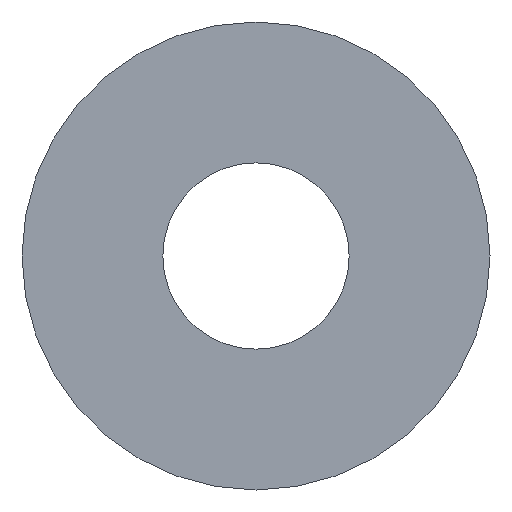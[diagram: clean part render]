
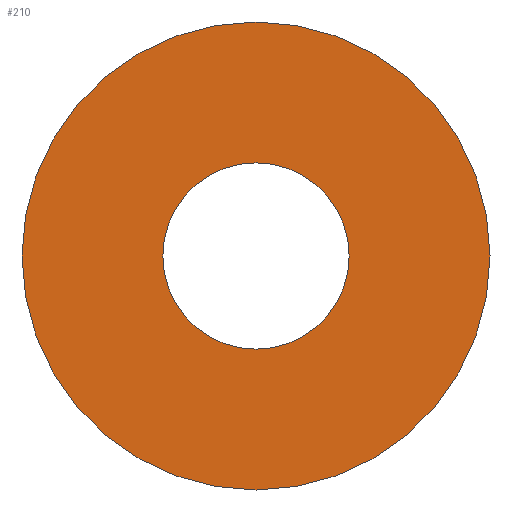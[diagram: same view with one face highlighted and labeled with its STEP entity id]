
A CAD part, front view. The second image highlights one B-rep face of the part: STEP entity #210.
In plain terms, the highlighted planar face has unit normal (0, -1, 0).
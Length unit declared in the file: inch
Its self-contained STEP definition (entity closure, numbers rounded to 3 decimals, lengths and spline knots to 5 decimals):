
#6 = CARTESIAN_POINT ( 'NONE',  ( 0., 0., 0. ) ) ;
#7 = EDGE_CURVE ( 'NONE', #43, #61, #96, .T. ) ;
#10 = AXIS2_PLACEMENT_3D ( 'NONE', #6, #26, #163 ) ;
#22 = ORIENTED_EDGE ( 'NONE', *, *, #143, .T. ) ;
#24 = DIRECTION ( 'NONE',  ( 0., 1., 0. ) ) ;
#26 = DIRECTION ( 'NONE',  ( 0., 1., 0. ) ) ;
#28 = DIRECTION ( 'NONE',  ( 0., 0., 1. ) ) ;
#29 = CARTESIAN_POINT ( 'NONE',  ( 0., 0., 0.125 ) ) ;
#43 = VERTEX_POINT ( 'NONE', #100 ) ;
#55 = CARTESIAN_POINT ( 'NONE',  ( 0., 0., 0. ) ) ;
#61 = VERTEX_POINT ( 'NONE', #29 ) ;
#66 = CARTESIAN_POINT ( 'NONE',  ( 0., 0., 0. ) ) ;
#74 = ORIENTED_EDGE ( 'NONE', *, *, #7, .T. ) ;
#78 = VERTEX_POINT ( 'NONE', #160 ) ;
#80 = PLANE ( 'NONE',  #107 ) ;
#96 = CIRCLE ( 'NONE', #185, 0.125 ) ;
#100 = CARTESIAN_POINT ( 'NONE',  ( 0., 0., -0.125 ) ) ;
#107 = AXIS2_PLACEMENT_3D ( 'NONE', #125, #24, #138 ) ;
#112 = AXIS2_PLACEMENT_3D ( 'NONE', #66, #199, #28 ) ;
#121 = DIRECTION ( 'NONE',  ( 0., 0., 1. ) ) ;
#124 = CIRCLE ( 'NONE', #112, 0.314 ) ;
#125 = CARTESIAN_POINT ( 'NONE',  ( 0., 0., 0. ) ) ;
#129 = EDGE_LOOP ( 'NONE', ( #133, #216 ) ) ;
#133 = ORIENTED_EDGE ( 'NONE', *, *, #176, .F. ) ;
#137 = CIRCLE ( 'NONE', #202, 0.314 ) ;
#138 = DIRECTION ( 'NONE',  ( 0., 0., 1. ) ) ;
#143 = EDGE_CURVE ( 'NONE', #61, #43, #245, .T. ) ;
#160 = CARTESIAN_POINT ( 'NONE',  ( 0., 0., -0.314 ) ) ;
#161 = FACE_BOUND ( 'NONE', #236, .T. ) ;
#163 = DIRECTION ( 'NONE',  ( 0., 0., 1. ) ) ;
#170 = CARTESIAN_POINT ( 'NONE',  ( 0., 0., 0.314 ) ) ;
#173 = DIRECTION ( 'NONE',  ( 0., 1., 0. ) ) ;
#176 = EDGE_CURVE ( 'NONE', #78, #248, #137, .T. ) ;
#182 = DIRECTION ( 'NONE',  ( 0., 1., 0. ) ) ;
#184 = EDGE_CURVE ( 'NONE', #248, #78, #124, .T. ) ;
#185 = AXIS2_PLACEMENT_3D ( 'NONE', #55, #173, #191 ) ;
#191 = DIRECTION ( 'NONE',  ( 0., 0., 1. ) ) ;
#199 = DIRECTION ( 'NONE',  ( 0., 1., 0. ) ) ;
#202 = AXIS2_PLACEMENT_3D ( 'NONE', #224, #182, #121 ) ;
#210 = ADVANCED_FACE ( 'NONE', ( #161, #225 ), #80, .F. ) ;
#216 = ORIENTED_EDGE ( 'NONE', *, *, #184, .F. ) ;
#224 = CARTESIAN_POINT ( 'NONE',  ( 0., 0., 0. ) ) ;
#225 = FACE_OUTER_BOUND ( 'NONE', #129, .T. ) ;
#236 = EDGE_LOOP ( 'NONE', ( #22, #74 ) ) ;
#245 = CIRCLE ( 'NONE', #10, 0.125 ) ;
#248 = VERTEX_POINT ( 'NONE', #170 ) ;
